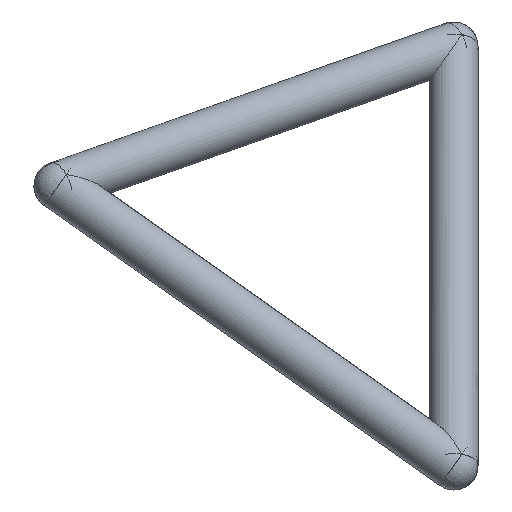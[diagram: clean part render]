
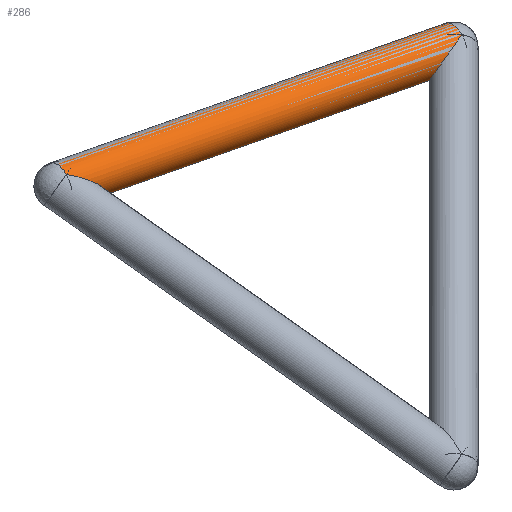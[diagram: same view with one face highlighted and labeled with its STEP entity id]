
A CAD part, left-side view. The second image highlights one B-rep face of the part: STEP entity #286.
In plain terms, the highlighted cylindrical face has radius 5.08 mm (diameter 10.16 mm), a full revolution.
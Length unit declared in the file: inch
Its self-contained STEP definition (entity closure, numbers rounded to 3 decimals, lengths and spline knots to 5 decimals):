
#51=LINE('',#585,#58);
#58=VECTOR('',#480,0.2);
#69=ELLIPSE('',#384,0.4,0.2);
#70=ELLIPSE('',#385,0.4,0.2);
#71=ELLIPSE('',#386,0.4,0.2);
#72=ELLIPSE('',#387,0.4,0.2);
#79=CYLINDRICAL_SURFACE('',#382,0.2);
#91=FACE_OUTER_BOUND('',#105,.T.);
#105=EDGE_LOOP('',(#234,#235,#236,#237,#238,#239,#240,#241));
#118=CIRCLE('',#380,0.2);
#120=CIRCLE('',#383,0.2);
#140=VERTEX_POINT('',#574);
#141=VERTEX_POINT('',#575);
#142=VERTEX_POINT('',#579);
#143=VERTEX_POINT('',#580);
#144=VERTEX_POINT('',#582);
#145=VERTEX_POINT('',#584);
#173=EDGE_CURVE('',#140,#141,#118,.T.);
#175=EDGE_CURVE('',#142,#143,#120,.T.);
#176=EDGE_CURVE('',#144,#142,#69,.T.);
#177=EDGE_CURVE('',#144,#145,#51,.T.);
#178=EDGE_CURVE('',#145,#141,#70,.T.);
#179=EDGE_CURVE('',#140,#145,#71,.T.);
#180=EDGE_CURVE('',#143,#144,#72,.T.);
#234=ORIENTED_EDGE('',*,*,#175,.F.);
#235=ORIENTED_EDGE('',*,*,#176,.F.);
#236=ORIENTED_EDGE('',*,*,#177,.T.);
#237=ORIENTED_EDGE('',*,*,#178,.T.);
#238=ORIENTED_EDGE('',*,*,#173,.F.);
#239=ORIENTED_EDGE('',*,*,#179,.T.);
#240=ORIENTED_EDGE('',*,*,#177,.F.);
#241=ORIENTED_EDGE('',*,*,#180,.F.);
#286=ADVANCED_FACE('',(#91),#79,.T.);
#380=AXIS2_PLACEMENT_3D('',#576,#470,#471);
#382=AXIS2_PLACEMENT_3D('',#578,#474,#475);
#383=AXIS2_PLACEMENT_3D('',#581,#476,#477);
#384=AXIS2_PLACEMENT_3D('',#583,#478,#479);
#385=AXIS2_PLACEMENT_3D('',#586,#481,#482);
#386=AXIS2_PLACEMENT_3D('',#587,#483,#484);
#387=AXIS2_PLACEMENT_3D('',#588,#485,#486);
#470=DIRECTION('center_axis',(0.866,0.,-0.5));
#471=DIRECTION('ref_axis',(0.5,0.,0.866));
#474=DIRECTION('center_axis',(-0.866,0.,0.5));
#475=DIRECTION('ref_axis',(0.5,0.,0.866));
#476=DIRECTION('center_axis',(-0.866,0.,0.5));
#477=DIRECTION('ref_axis',(0.5,0.,0.866));
#478=DIRECTION('center_axis',(-0.866,0.,-0.5));
#479=DIRECTION('ref_axis',(-0.5,0.,0.866));
#480=DIRECTION('',(0.866,0.,-0.5));
#481=DIRECTION('center_axis',(0.,0.,1.));
#482=DIRECTION('ref_axis',(1.,0.,0.));
#483=DIRECTION('center_axis',(0.,0.,1.));
#484=DIRECTION('ref_axis',(1.,0.,0.));
#485=DIRECTION('center_axis',(-0.866,0.,-0.5));
#486=DIRECTION('ref_axis',(-0.5,0.,0.866));
#574=CARTESIAN_POINT('',(3.46296,0.2,-1.99934));
#575=CARTESIAN_POINT('',(3.46296,-0.2,-1.99934));
#576=CARTESIAN_POINT('Origin',(3.46296,0.,-1.99934));
#578=CARTESIAN_POINT('Origin',(1.73205,0.,-1.));
#579=CARTESIAN_POINT('',(0.,-0.2,0.));
#580=CARTESIAN_POINT('',(0.,0.2,0.));
#581=CARTESIAN_POINT('Origin',(0.,0.,0.));
#582=CARTESIAN_POINT('',(0.2,0.,-0.34641));
#583=CARTESIAN_POINT('Origin',(0.,0.,0.));
#584=CARTESIAN_POINT('',(3.06296,0.,-1.99934));
#585=CARTESIAN_POINT('',(1.63205,0.,-1.17321));
#586=CARTESIAN_POINT('Origin',(3.46296,0.,-1.99934));
#587=CARTESIAN_POINT('Origin',(3.46296,0.,-1.99934));
#588=CARTESIAN_POINT('Origin',(0.,0.,0.));
